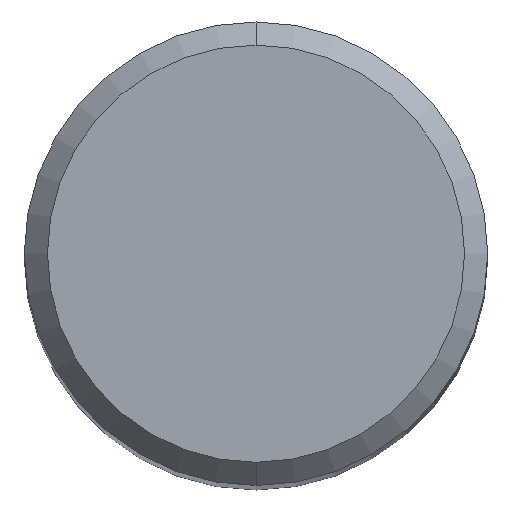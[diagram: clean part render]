
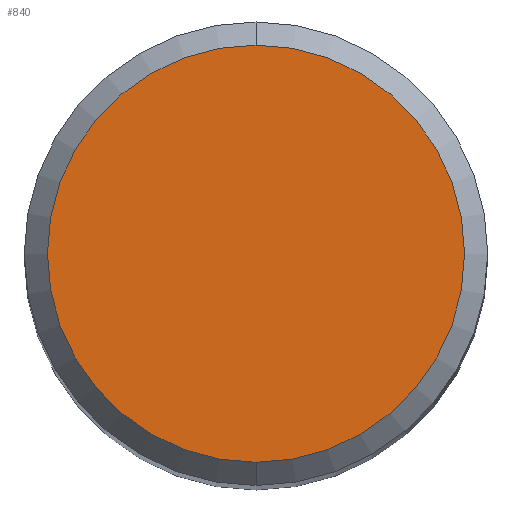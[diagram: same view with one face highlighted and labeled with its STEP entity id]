
A CAD part, top view. The second image highlights one B-rep face of the part: STEP entity #840.
In plain terms, the highlighted planar face has unit normal (0, 0, 1).
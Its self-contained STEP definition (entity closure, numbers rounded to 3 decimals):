
#318=EDGE_CURVE('',#478,#398,#886,.T.);
#398=VERTEX_POINT('',#973);
#478=VERTEX_POINT('',#1060);
#480=EDGE_CURVE('',#398,#478,#1062,.T.);
#840=ADVANCED_FACE('',(#1455),#1456,.T.);
#886=CIRCLE('',#1523,4.5);
#973=CARTESIAN_POINT('',(0.0,4.5,0.0));
#1060=CARTESIAN_POINT('',(0.,-4.5,0.0));
#1062=CIRCLE('',#2745,4.5);
#1455=FACE_OUTER_BOUND('',#6001,.T.);
#1456=PLANE('',#6002);
#1523=AXIS2_PLACEMENT_3D('',#6050,#6051,#6052);
#2745=AXIS2_PLACEMENT_3D('',#6209,#6210,#6211);
#6001=EDGE_LOOP('',(#6638,#6639));
#6002=AXIS2_PLACEMENT_3D('',#6640,#6641,#6642);
#6050=CARTESIAN_POINT('',(0.0,0.0,0.0));
#6051=DIRECTION('',(0.0,0.0,-1.0));
#6052=DIRECTION('',(0.0,1.0,0.0));
#6209=CARTESIAN_POINT('',(0.0,0.0,0.0));
#6210=DIRECTION('',(0.0,0.0,-1.0));
#6211=DIRECTION('',(0.0,1.0,0.0));
#6638=ORIENTED_EDGE('',*,*,#480,.F.);
#6639=ORIENTED_EDGE('',*,*,#318,.F.);
#6640=CARTESIAN_POINT('',(0.0,2.25,0.0));
#6641=DIRECTION('',(-0.0,0.0,1.0));
#6642=DIRECTION('',(0.0,-1.0,0.0));
